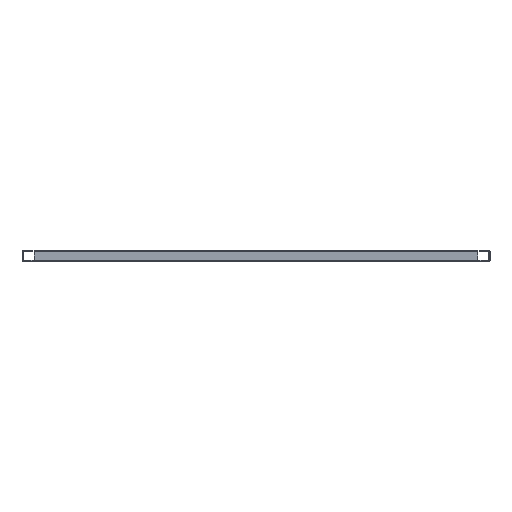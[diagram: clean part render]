
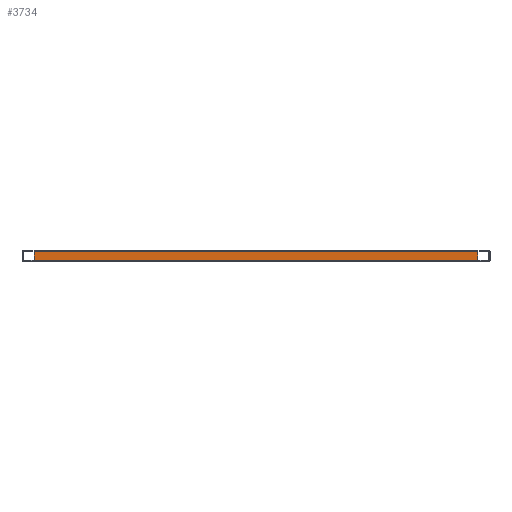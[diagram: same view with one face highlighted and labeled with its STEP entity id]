
A CAD part, left-side view. The second image highlights one B-rep face of the part: STEP entity #3734.
In plain terms, the highlighted planar face has unit normal (-1, 0, 0).
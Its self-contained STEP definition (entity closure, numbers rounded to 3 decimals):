
#258 = VECTOR ( 'NONE', #3823, 1000. ) ;
#270 = VECTOR ( 'NONE', #3841, 1000. ) ;
#272 = LINE ( 'NONE', #3869, #279 ) ;
#276 = LINE ( 'NONE', #3836, #258 ) ;
#279 = VECTOR ( 'NONE', #3848, 1000. ) ;
#298 = LINE ( 'NONE', #3847, #270 ) ;
#730 = LINE ( 'NONE', #4395, #731 ) ;
#731 = VECTOR ( 'NONE', #4394, 1000. ) ;
#1017 = FACE_OUTER_BOUND ( 'NONE', #5651, .T. ) ;
#1338 = EDGE_CURVE ( 'NONE', #4169, #4205, #272, .T. ) ;
#1340 = EDGE_CURVE ( 'NONE', #4191, #4205, #298, .T. ) ;
#1342 = EDGE_CURVE ( 'NONE', #4291, #4169, #276, .T. ) ;
#1529 = ORIENTED_EDGE ( 'NONE', *, *, #3540, .T. ) ;
#1530 = ORIENTED_EDGE ( 'NONE', *, *, #1340, .F. ) ;
#1531 = ORIENTED_EDGE ( 'NONE', *, *, #1338, .T. ) ;
#1532 = ORIENTED_EDGE ( 'NONE', *, *, #1342, .T. ) ;
#1704 = AXIS2_PLACEMENT_3D ( 'NONE', #4512, #4552, #4656 ) ;
#3540 = EDGE_CURVE ( 'NONE', #4191, #4291, #730, .T. ) ;
#3734 = ADVANCED_FACE ( 'NONE', ( #1017 ), #4654, .F. ) ;
#3823 = DIRECTION ( 'NONE',  ( 0., 1., 0. ) ) ;
#3836 = CARTESIAN_POINT ( 'NONE',  ( -841.51, -514.5, 21.99 ) ) ;
#3841 = DIRECTION ( 'NONE',  ( 0., 1., 0. ) ) ;
#3847 = CARTESIAN_POINT ( 'NONE',  ( -841.51, 514.5, 3.01 ) ) ;
#3848 = DIRECTION ( 'NONE',  ( 0., 0., -1. ) ) ;
#3869 = CARTESIAN_POINT ( 'NONE',  ( -841.51, 514.5, 3. ) ) ;
#4169 = VERTEX_POINT ( 'NONE', #5164 ) ;
#4191 = VERTEX_POINT ( 'NONE', #5149 ) ;
#4205 = VERTEX_POINT ( 'NONE', #5107 ) ;
#4291 = VERTEX_POINT ( 'NONE', #5013 ) ;
#4394 = DIRECTION ( 'NONE',  ( 0., 0., 1. ) ) ;
#4395 = CARTESIAN_POINT ( 'NONE',  ( -841.51, -514.5, 3. ) ) ;
#4512 = CARTESIAN_POINT ( 'NONE',  ( -841.51, 514.5, 3. ) ) ;
#4552 = DIRECTION ( 'NONE',  ( 1., 0., 0. ) ) ;
#4654 = PLANE ( 'NONE',  #1704 ) ;
#4656 = DIRECTION ( 'NONE',  ( 0., 0., -1. ) ) ;
#5013 = CARTESIAN_POINT ( 'NONE',  ( -841.51, -514.5, 21.99 ) ) ;
#5107 = CARTESIAN_POINT ( 'NONE',  ( -841.51, 514.5, 3.01 ) ) ;
#5149 = CARTESIAN_POINT ( 'NONE',  ( -841.51, -514.5, 3.01 ) ) ;
#5164 = CARTESIAN_POINT ( 'NONE',  ( -841.51, 514.5, 21.99 ) ) ;
#5651 = EDGE_LOOP ( 'NONE', ( #1532, #1531, #1530, #1529 ) ) ;
